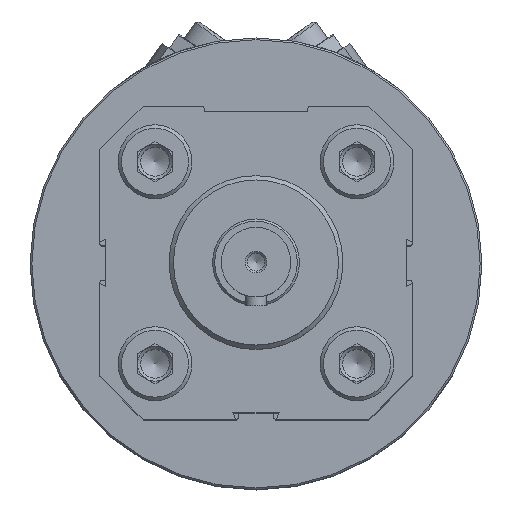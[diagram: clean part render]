
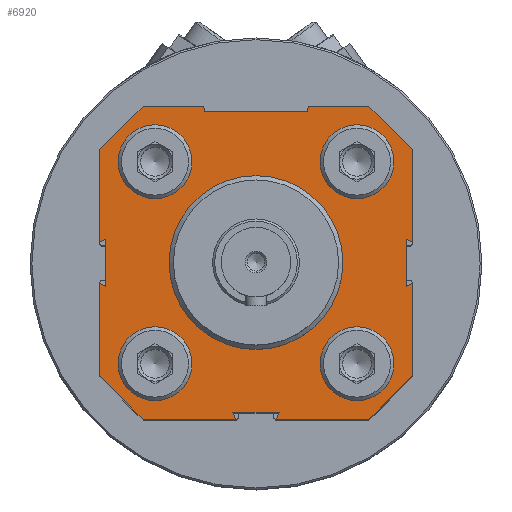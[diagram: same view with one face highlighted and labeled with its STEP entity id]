
A CAD part, top view. The second image highlights one B-rep face of the part: STEP entity #6920.
In plain terms, the highlighted face is planar.
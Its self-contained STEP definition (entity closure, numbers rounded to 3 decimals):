
#360=LINE('',#10606,#917);
#361=LINE('',#10609,#918);
#362=LINE('',#10611,#919);
#363=LINE('',#10613,#920);
#364=LINE('',#10615,#921);
#365=LINE('',#10617,#922);
#366=LINE('',#10619,#923);
#367=LINE('',#10621,#924);
#368=LINE('',#10623,#925);
#369=LINE('',#10625,#926);
#370=LINE('',#10627,#927);
#371=LINE('',#10629,#928);
#372=LINE('',#10631,#929);
#373=LINE('',#10633,#930);
#374=LINE('',#10635,#931);
#375=LINE('',#10637,#932);
#376=LINE('',#10639,#933);
#377=LINE('',#10641,#934);
#378=LINE('',#10643,#935);
#379=LINE('',#10645,#936);
#380=LINE('',#10647,#937);
#381=LINE('',#10649,#938);
#382=LINE('',#10651,#939);
#383=LINE('',#10653,#940);
#917=VECTOR('',#8355,1000.);
#918=VECTOR('',#8356,1000.);
#919=VECTOR('',#8357,1000.);
#920=VECTOR('',#8358,1000.);
#921=VECTOR('',#8359,1000.);
#922=VECTOR('',#8360,1000.);
#923=VECTOR('',#8361,1000.);
#924=VECTOR('',#8362,1000.);
#925=VECTOR('',#8363,1000.);
#926=VECTOR('',#8364,1000.);
#927=VECTOR('',#8365,1000.);
#928=VECTOR('',#8366,1000.);
#929=VECTOR('',#8367,1000.);
#930=VECTOR('',#8368,1000.);
#931=VECTOR('',#8369,1000.);
#932=VECTOR('',#8370,1000.);
#933=VECTOR('',#8371,1000.);
#934=VECTOR('',#8372,1000.);
#935=VECTOR('',#8373,1000.);
#936=VECTOR('',#8374,1000.);
#937=VECTOR('',#8375,1000.);
#938=VECTOR('',#8376,1000.);
#939=VECTOR('',#8377,1000.);
#940=VECTOR('',#8378,1000.);
#1474=ORIENTED_EDGE('',*,*,#3406,.F.);
#1475=ORIENTED_EDGE('',*,*,#3407,.F.);
#1476=ORIENTED_EDGE('',*,*,#3408,.F.);
#1477=ORIENTED_EDGE('',*,*,#3409,.F.);
#1478=ORIENTED_EDGE('',*,*,#3410,.F.);
#1479=ORIENTED_EDGE('',*,*,#3411,.F.);
#1480=ORIENTED_EDGE('',*,*,#3412,.F.);
#1481=ORIENTED_EDGE('',*,*,#3413,.F.);
#1482=ORIENTED_EDGE('',*,*,#3414,.F.);
#1483=ORIENTED_EDGE('',*,*,#3415,.F.);
#1484=ORIENTED_EDGE('',*,*,#3416,.F.);
#1485=ORIENTED_EDGE('',*,*,#3417,.F.);
#1486=ORIENTED_EDGE('',*,*,#3418,.F.);
#1487=ORIENTED_EDGE('',*,*,#3419,.F.);
#1488=ORIENTED_EDGE('',*,*,#3420,.F.);
#1489=ORIENTED_EDGE('',*,*,#3421,.F.);
#1490=ORIENTED_EDGE('',*,*,#3422,.F.);
#1491=ORIENTED_EDGE('',*,*,#3423,.F.);
#1492=ORIENTED_EDGE('',*,*,#3424,.F.);
#1493=ORIENTED_EDGE('',*,*,#3425,.F.);
#1494=ORIENTED_EDGE('',*,*,#3426,.F.);
#1495=ORIENTED_EDGE('',*,*,#3427,.F.);
#1496=ORIENTED_EDGE('',*,*,#3428,.F.);
#1497=ORIENTED_EDGE('',*,*,#3429,.F.);
#1498=ORIENTED_EDGE('',*,*,#3430,.F.);
#1499=ORIENTED_EDGE('',*,*,#3431,.F.);
#1500=ORIENTED_EDGE('',*,*,#3432,.F.);
#1501=ORIENTED_EDGE('',*,*,#3433,.F.);
#1502=ORIENTED_EDGE('',*,*,#3434,.F.);
#3406=EDGE_CURVE('',#4372,#4372,#5058,.T.);
#3407=EDGE_CURVE('',#4373,#4373,#5059,.T.);
#3408=EDGE_CURVE('',#4374,#4374,#5060,.F.);
#3409=EDGE_CURVE('',#4375,#4376,#360,.T.);
#3410=EDGE_CURVE('',#4377,#4375,#361,.T.);
#3411=EDGE_CURVE('',#4378,#4377,#362,.T.);
#3412=EDGE_CURVE('',#4379,#4378,#363,.T.);
#3413=EDGE_CURVE('',#4380,#4379,#364,.T.);
#3414=EDGE_CURVE('',#4381,#4380,#365,.T.);
#3415=EDGE_CURVE('',#4382,#4381,#366,.T.);
#3416=EDGE_CURVE('',#4383,#4382,#367,.T.);
#3417=EDGE_CURVE('',#4384,#4383,#368,.T.);
#3418=EDGE_CURVE('',#4385,#4384,#369,.T.);
#3419=EDGE_CURVE('',#4386,#4385,#370,.T.);
#3420=EDGE_CURVE('',#4387,#4386,#371,.T.);
#3421=EDGE_CURVE('',#4388,#4387,#372,.T.);
#3422=EDGE_CURVE('',#4389,#4388,#373,.T.);
#3423=EDGE_CURVE('',#4390,#4389,#374,.T.);
#3424=EDGE_CURVE('',#4391,#4390,#375,.T.);
#3425=EDGE_CURVE('',#4392,#4391,#376,.T.);
#3426=EDGE_CURVE('',#4393,#4392,#377,.T.);
#3427=EDGE_CURVE('',#4394,#4393,#378,.T.);
#3428=EDGE_CURVE('',#4395,#4394,#379,.T.);
#3429=EDGE_CURVE('',#4396,#4395,#380,.T.);
#3430=EDGE_CURVE('',#4397,#4396,#381,.T.);
#3431=EDGE_CURVE('',#4398,#4397,#382,.T.);
#3432=EDGE_CURVE('',#4376,#4398,#383,.T.);
#3433=EDGE_CURVE('',#4399,#4399,#5061,.T.);
#3434=EDGE_CURVE('',#4400,#4400,#5062,.T.);
#4372=VERTEX_POINT('',#10601);
#4373=VERTEX_POINT('',#10603);
#4374=VERTEX_POINT('',#10605);
#4375=VERTEX_POINT('',#10607);
#4376=VERTEX_POINT('',#10608);
#4377=VERTEX_POINT('',#10610);
#4378=VERTEX_POINT('',#10612);
#4379=VERTEX_POINT('',#10614);
#4380=VERTEX_POINT('',#10616);
#4381=VERTEX_POINT('',#10618);
#4382=VERTEX_POINT('',#10620);
#4383=VERTEX_POINT('',#10622);
#4384=VERTEX_POINT('',#10624);
#4385=VERTEX_POINT('',#10626);
#4386=VERTEX_POINT('',#10628);
#4387=VERTEX_POINT('',#10630);
#4388=VERTEX_POINT('',#10632);
#4389=VERTEX_POINT('',#10634);
#4390=VERTEX_POINT('',#10636);
#4391=VERTEX_POINT('',#10638);
#4392=VERTEX_POINT('',#10640);
#4393=VERTEX_POINT('',#10642);
#4394=VERTEX_POINT('',#10644);
#4395=VERTEX_POINT('',#10646);
#4396=VERTEX_POINT('',#10648);
#4397=VERTEX_POINT('',#10650);
#4398=VERTEX_POINT('',#10652);
#4399=VERTEX_POINT('',#10655);
#4400=VERTEX_POINT('',#10657);
#5058=CIRCLE('',#7499,8.5);
#5059=CIRCLE('',#7500,8.5);
#5060=CIRCLE('',#7501,20.);
#5061=CIRCLE('',#7502,8.5);
#5062=CIRCLE('',#7503,8.5);
#5437=EDGE_LOOP('',(#1474));
#5438=EDGE_LOOP('',(#1475));
#5439=EDGE_LOOP('',(#1476));
#5440=EDGE_LOOP('',(#1477,#1478,#1479,#1480,#1481,#1482,#1483,#1484,#1485,
#1486,#1487,#1488,#1489,#1490,#1491,#1492,#1493,#1494,#1495,#1496,#1497,
#1498,#1499,#1500));
#5441=EDGE_LOOP('',(#1501));
#5442=EDGE_LOOP('',(#1502));
#6056=FACE_BOUND('',#5437,.T.);
#6057=FACE_BOUND('',#5438,.T.);
#6058=FACE_BOUND('',#5439,.T.);
#6059=FACE_BOUND('',#5440,.T.);
#6060=FACE_BOUND('',#5441,.T.);
#6061=FACE_BOUND('',#5442,.T.);
#6684=PLANE('',#7498);
#6920=ADVANCED_FACE('',(#6056,#6057,#6058,#6059,#6060,#6061),#6684,.F.);
#7498=AXIS2_PLACEMENT_3D('',#10599,#8347,#8348);
#7499=AXIS2_PLACEMENT_3D('',#10600,#8349,#8350);
#7500=AXIS2_PLACEMENT_3D('',#10602,#8351,#8352);
#7501=AXIS2_PLACEMENT_3D('',#10604,#8353,#8354);
#7502=AXIS2_PLACEMENT_3D('',#10654,#8379,#8380);
#7503=AXIS2_PLACEMENT_3D('',#10656,#8381,#8382);
#8347=DIRECTION('',(1.,0.,0.));
#8348=DIRECTION('',(0.,0.,-1.));
#8349=DIRECTION('',(-1.,0.,0.));
#8350=DIRECTION('',(0.,0.,1.));
#8351=DIRECTION('',(-1.,0.,0.));
#8352=DIRECTION('',(0.,0.,1.));
#8353=DIRECTION('',(1.,0.,0.));
#8354=DIRECTION('',(0.,0.,-1.));
#8355=DIRECTION('',(0.,-1.,0.));
#8356=DIRECTION('',(0.,0.429,0.903));
#8357=DIRECTION('',(0.,-1.,0.));
#8358=DIRECTION('',(0.,0.429,-0.903));
#8359=DIRECTION('',(0.,-1.,0.));
#8360=DIRECTION('',(0.,-0.707,0.707));
#8361=DIRECTION('',(0.,0.,1.));
#8362=DIRECTION('',(0.,0.996,0.087));
#8363=DIRECTION('',(0.,0.,1.));
#8364=DIRECTION('',(0.,-0.996,0.087));
#8365=DIRECTION('',(0.,0.,1.));
#8366=DIRECTION('',(0.,0.707,0.707));
#8367=DIRECTION('',(0.,1.,0.));
#8368=DIRECTION('',(0.,-0.429,-0.903));
#8369=DIRECTION('',(0.,1.,0.));
#8370=DIRECTION('',(0.,-0.429,0.903));
#8371=DIRECTION('',(0.,1.,0.));
#8372=DIRECTION('',(0.,0.707,-0.707));
#8373=DIRECTION('',(0.,0.,-1.));
#8374=DIRECTION('',(0.,-0.903,0.429));
#8375=DIRECTION('',(0.,0.,-1.));
#8376=DIRECTION('',(0.,0.903,0.429));
#8377=DIRECTION('',(0.,0.,-1.));
#8378=DIRECTION('',(0.,-0.707,-0.707));
#8379=DIRECTION('',(-1.,0.,0.));
#8380=DIRECTION('',(0.,0.,1.));
#8381=DIRECTION('',(-1.,0.,0.));
#8382=DIRECTION('',(0.,0.,1.));
#10599=CARTESIAN_POINT('',(-240.,0.,0.));
#10600=CARTESIAN_POINT('',(-240.,-23.25,23.25));
#10601=CARTESIAN_POINT('',(-240.,-23.25,31.75));
#10602=CARTESIAN_POINT('',(-240.,23.25,-23.25));
#10603=CARTESIAN_POINT('',(-240.,23.25,-14.75));
#10604=CARTESIAN_POINT('',(-240.,0.,0.));
#10605=CARTESIAN_POINT('',(-240.,0.,-20.));
#10606=CARTESIAN_POINT('',(-240.,-4.716,36.));
#10607=CARTESIAN_POINT('',(-240.,-4.716,36.));
#10608=CARTESIAN_POINT('',(-240.,-26.,36.));
#10609=CARTESIAN_POINT('',(-240.,-5.4,34.56));
#10610=CARTESIAN_POINT('',(-240.,-5.4,34.56));
#10611=CARTESIAN_POINT('',(-240.,5.4,34.56));
#10612=CARTESIAN_POINT('',(-240.,5.4,34.56));
#10613=CARTESIAN_POINT('',(-240.,4.716,36.));
#10614=CARTESIAN_POINT('',(-240.,4.716,36.));
#10615=CARTESIAN_POINT('',(-240.,26.,36.));
#10616=CARTESIAN_POINT('',(-240.,26.,36.));
#10617=CARTESIAN_POINT('',(-240.,36.,26.));
#10618=CARTESIAN_POINT('',(-240.,36.,26.));
#10619=CARTESIAN_POINT('',(-240.,36.,12.));
#10620=CARTESIAN_POINT('',(-240.,36.,12.));
#10621=CARTESIAN_POINT('',(-240.,34.704,11.887));
#10622=CARTESIAN_POINT('',(-240.,34.704,11.887));
#10623=CARTESIAN_POINT('',(-240.,34.704,-11.887));
#10624=CARTESIAN_POINT('',(-240.,34.704,-11.887));
#10625=CARTESIAN_POINT('',(-240.,36.,-12.));
#10626=CARTESIAN_POINT('',(-240.,36.,-12.));
#10627=CARTESIAN_POINT('',(-240.,36.,-26.));
#10628=CARTESIAN_POINT('',(-240.,36.,-26.));
#10629=CARTESIAN_POINT('',(-240.,26.,-36.));
#10630=CARTESIAN_POINT('',(-240.,26.,-36.));
#10631=CARTESIAN_POINT('',(-240.,4.716,-36.));
#10632=CARTESIAN_POINT('',(-240.,4.716,-36.));
#10633=CARTESIAN_POINT('',(-240.,5.4,-34.56));
#10634=CARTESIAN_POINT('',(-240.,5.4,-34.56));
#10635=CARTESIAN_POINT('',(-240.,-5.4,-34.56));
#10636=CARTESIAN_POINT('',(-240.,-5.4,-34.56));
#10637=CARTESIAN_POINT('',(-240.,-4.716,-36.));
#10638=CARTESIAN_POINT('',(-240.,-4.716,-36.));
#10639=CARTESIAN_POINT('',(-240.,-26.,-36.));
#10640=CARTESIAN_POINT('',(-240.,-26.,-36.));
#10641=CARTESIAN_POINT('',(-240.,-36.,-26.));
#10642=CARTESIAN_POINT('',(-240.,-36.,-26.));
#10643=CARTESIAN_POINT('',(-240.,-36.,-4.716));
#10644=CARTESIAN_POINT('',(-240.,-36.,-4.716));
#10645=CARTESIAN_POINT('',(-240.,-34.56,-5.4));
#10646=CARTESIAN_POINT('',(-240.,-34.56,-5.4));
#10647=CARTESIAN_POINT('',(-240.,-34.56,5.4));
#10648=CARTESIAN_POINT('',(-240.,-34.56,5.4));
#10649=CARTESIAN_POINT('',(-240.,-36.,4.716));
#10650=CARTESIAN_POINT('',(-240.,-36.,4.716));
#10651=CARTESIAN_POINT('',(-240.,-36.,26.));
#10652=CARTESIAN_POINT('',(-240.,-36.,26.));
#10653=CARTESIAN_POINT('',(-240.,-26.,36.));
#10654=CARTESIAN_POINT('',(-240.,-23.25,-23.25));
#10655=CARTESIAN_POINT('',(-240.,-23.25,-14.75));
#10656=CARTESIAN_POINT('',(-240.,23.25,23.25));
#10657=CARTESIAN_POINT('',(-240.,23.25,31.75));
